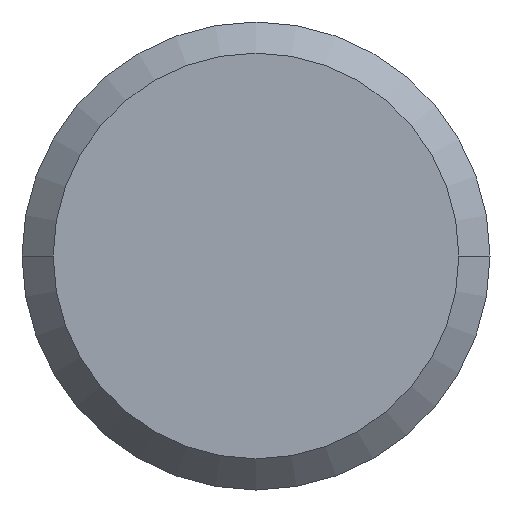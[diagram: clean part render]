
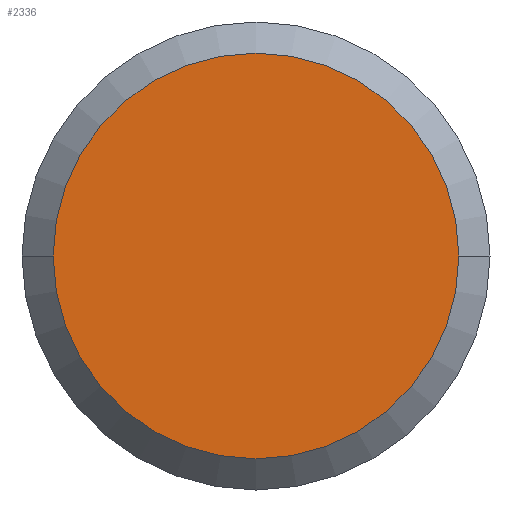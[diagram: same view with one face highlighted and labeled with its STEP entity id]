
A CAD part, front view. The second image highlights one B-rep face of the part: STEP entity #2336.
In plain terms, the highlighted planar face has unit normal (0, -1, 0).
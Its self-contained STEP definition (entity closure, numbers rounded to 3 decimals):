
#1027=CARTESIAN_POINT('',(0.,-49.,0.));
#1028=DIRECTION('',(0.,-1.,0.));
#1029=DIRECTION('',(-1.,0.,0.));
#1030=AXIS2_PLACEMENT_3D('',#1027,#1028,#1029);
#1035=CARTESIAN_POINT('',(0.,-49.,0.));
#1036=DIRECTION('',(0.,-1.,0.));
#1037=DIRECTION('',(1.,0.,0.));
#1038=AXIS2_PLACEMENT_3D('',#1035,#1036,#1037);
#1163=CARTESIAN_POINT('',(-5.2,-49.,0.));
#1164=CARTESIAN_POINT('',(5.2,-49.,0.));
#1165=VERTEX_POINT('',#1163);
#1166=VERTEX_POINT('',#1164);
#2327=CARTESIAN_POINT('',(0.,-49.,0.));
#2328=DIRECTION('',(0.,-1.,0.));
#2329=DIRECTION('',(0.,0.,1.));
#2330=AXIS2_PLACEMENT_3D('',#2327,#2328,#2329);
#2331=PLANE('',#2330);
#2332=ORIENTED_EDGE('',*,*,#2296,.F.);
#2333=ORIENTED_EDGE('',*,*,#2281,.F.);
#2334=EDGE_LOOP('',(#2332,#2333));
#2335=FACE_OUTER_BOUND('',#2334,.F.);
#2336=ADVANCED_FACE('',(#2335),#2331,.T.);
#1031=CIRCLE('',#1030,5.2);
#1039=CIRCLE('',#1038,5.2);
#2281=EDGE_CURVE('',#1166,#1165,#1039,.T.);
#2296=EDGE_CURVE('',#1165,#1166,#1031,.T.);
